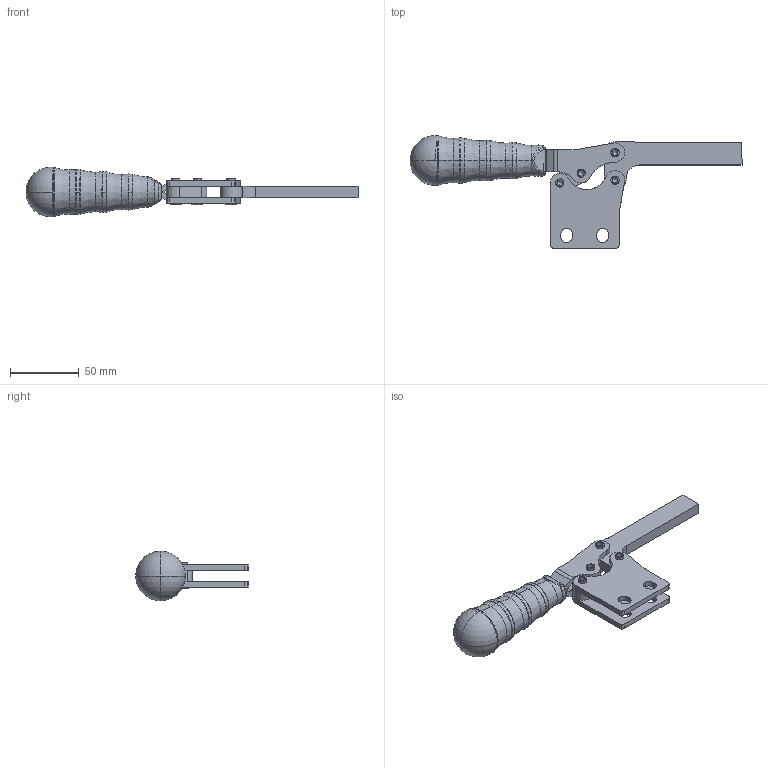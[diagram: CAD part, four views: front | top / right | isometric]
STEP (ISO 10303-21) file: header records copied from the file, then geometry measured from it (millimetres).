
FILE_DESCRIPTION((''),'2;1');
FILE_NAME('124F.1.stp','2005-09-27T16:03:14',('Kysilko'),(''),'Autodesk Inventor 8','Autodesk Inventor 8','');
FILE_SCHEMA(('AUTOMOTIVE_DESIGN { 1 0 10303 214 1 1 1 1 }'));
Length unit declared in the file: millimetre
Products named in the file (1): Part23
Bounding box: 240.6 x 81.54 x 36 mm (x, y, z)
Volume: 107330.2 mm3; surface area: 36751.4 mm2
Topology: 1 solids, 5 shells, 857 faces, 2308 edges, 1317 vertices
Faces by surface type: plane 349, cone 314, bspline 87, cylinder 85, sphere 14, torus 8
Entity records: 29615 total; most frequent: CARTESIAN_POINT 9254, ORIENTED_EDGE 4588, DIRECTION 4230, EDGE_CURVE 2294, AXIS2_PLACEMENT_3D 1755, VERTEX_POINT 1317, EDGE_LOOP 1031, CIRCLE 984
